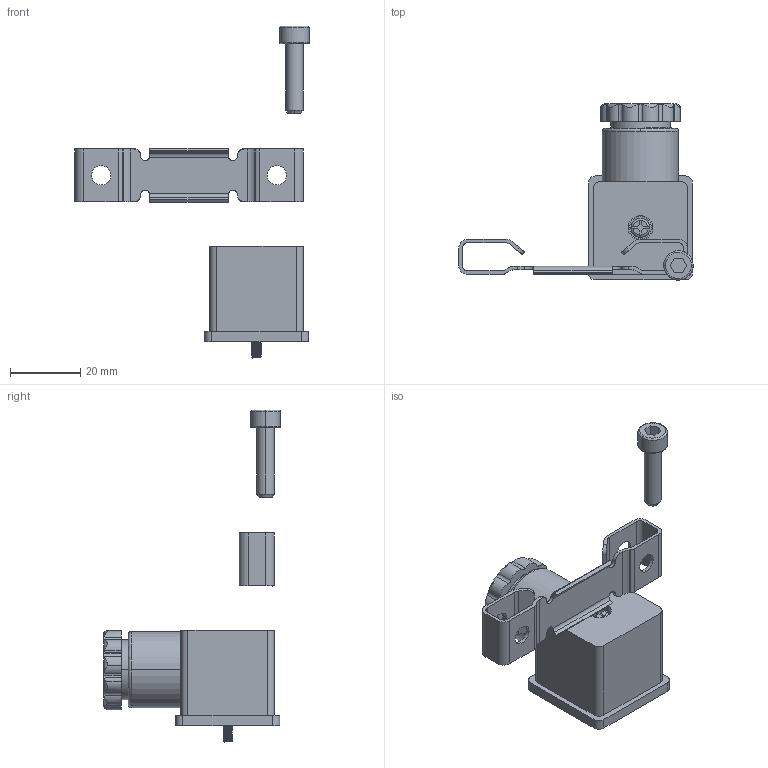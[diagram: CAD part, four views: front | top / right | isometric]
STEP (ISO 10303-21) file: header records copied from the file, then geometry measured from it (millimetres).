
FILE_DESCRIPTION (( 'STEP AP214' ), '1' );
FILE_NAME ('LSRS33-ACC-KIT.STEP', '2025-03-11T17:37:15', ( '' ), ( '' ), 'SwSTEP 2.0', 'SolidWorks 2024', '' );
FILE_SCHEMA (( 'AUTOMOTIVE_DESIGN' ));
Length unit declared in the file: millimetre
Products named in the file (1): LSRS33-ACC-KIT
Bounding box: 66.7 x 50.3 x 94.5 mm (x, y, z)
Volume: 18937.8 mm3; surface area: 20026.7 mm2
Topology: 6 solids, 6 shells, 395 faces, 1078 edges, 711 vertices
Faces by surface type: cylinder 202, plane 166, bspline 17, cone 6, torus 4
Entity records: 20917 total; most frequent: CARTESIAN_POINT 11298, ORIENTED_EDGE 2156, DIRECTION 1823, EDGE_CURVE 1078, VERTEX_POINT 711, AXIS2_PLACEMENT_3D 617, VECTOR 589, LINE 589
